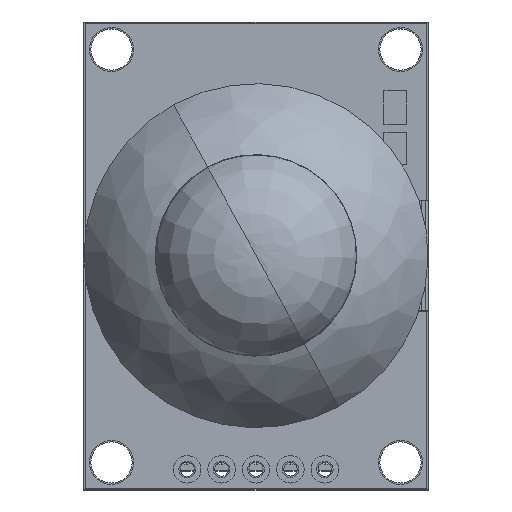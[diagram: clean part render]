
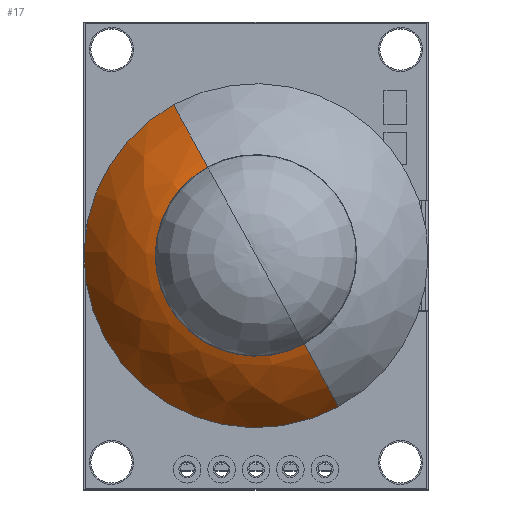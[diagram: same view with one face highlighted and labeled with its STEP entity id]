
A CAD part, top view. The second image highlights one B-rep face of the part: STEP entity #17.
In plain terms, the highlighted face is a revolution surface.
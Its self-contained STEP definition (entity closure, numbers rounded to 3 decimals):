
#17 = ADVANCED_FACE('',(#18),#66,.F.);
#18 = FACE_BOUND('',#19,.F.);
#19 = EDGE_LOOP('',(#20,#31,#45,#54));
#20 = ORIENTED_EDGE('',*,*,#21,.F.);
#21 = EDGE_CURVE('',#22,#24,#26,.T.);
#22 = VERTEX_POINT('',#23);
#23 = CARTESIAN_POINT('',(-5.993,25.313,21.299));
#24 = VERTEX_POINT('',#25);
#25 = CARTESIAN_POINT('',(5.993,3.374,21.299));
#26 = CIRCLE('',#27,12.5);
#27 = AXIS2_PLACEMENT_3D('',#28,#29,#30);
#28 = CARTESIAN_POINT('',(0.,14.343,21.299
    ));
#29 = DIRECTION('',(0.,0.,1.));
#30 = DIRECTION('',(1.,0.,0.));
#31 = ORIENTED_EDGE('',*,*,#32,.F.);
#32 = EDGE_CURVE('',#33,#22,#35,.T.);
#33 = VERTEX_POINT('',#34);
#34 = CARTESIAN_POINT('',(-1.811,17.658,28.008)
  );
#35 = B_SPLINE_CURVE_WITH_KNOTS('',5,(#36,#37,#38,#39,#40,#41,#42,#43,
    #44),.UNSPECIFIED.,.F.,.F.,(6,3,6),(0.,6.452,
    11.28),.UNSPECIFIED.);
#36 = CARTESIAN_POINT('',(-1.811,17.658,28.008)
  );
#37 = CARTESIAN_POINT('',(-2.463,18.853,27.682)
  );
#38 = CARTESIAN_POINT('',(-3.066,19.956,27.23)
  );
#39 = CARTESIAN_POINT('',(-3.619,20.969,26.652)
  );
#40 = CARTESIAN_POINT('',(-4.499,22.579,25.419)
  );
#41 = CARTESIAN_POINT('',(-5.226,23.91,23.801)
  );
#42 = CARTESIAN_POINT('',(-5.51,24.429,23.038)
  );
#43 = CARTESIAN_POINT('',(-5.765,24.897,22.204)
  );
#44 = CARTESIAN_POINT('',(-5.993,25.313,21.299));
#45 = ORIENTED_EDGE('',*,*,#46,.T.);
#46 = EDGE_CURVE('',#33,#47,#49,.T.);
#47 = VERTEX_POINT('',#48);
#48 = CARTESIAN_POINT('',(1.811,11.029,28.008));
#49 = CIRCLE('',#50,3.777);
#50 = AXIS2_PLACEMENT_3D('',#51,#52,#53);
#51 = CARTESIAN_POINT('',(0.,14.343,
    28.008));
#52 = DIRECTION('',(0.,0.,1.));
#53 = DIRECTION('',(1.,0.,0.));
#54 = ORIENTED_EDGE('',*,*,#55,.T.);
#55 = EDGE_CURVE('',#47,#24,#56,.T.);
#56 = B_SPLINE_CURVE_WITH_KNOTS('',5,(#57,#58,#59,#60,#61,#62,#63,#64,
    #65),.UNSPECIFIED.,.F.,.F.,(6,3,6),(0.,6.452,
    11.28),.UNSPECIFIED.);
#57 = CARTESIAN_POINT('',(1.811,11.029,28.008));
#58 = CARTESIAN_POINT('',(2.463,9.834,27.682));
#59 = CARTESIAN_POINT('',(3.066,8.731,27.23));
#60 = CARTESIAN_POINT('',(3.619,7.718,26.652));
#61 = CARTESIAN_POINT('',(4.499,6.108,25.419));
#62 = CARTESIAN_POINT('',(5.226,4.777,23.801));
#63 = CARTESIAN_POINT('',(5.51,4.258,23.038));
#64 = CARTESIAN_POINT('',(5.765,3.79,22.204));
#65 = CARTESIAN_POINT('',(5.993,3.374,21.299));
#66 = SURFACE_OF_REVOLUTION('',#67,#77);
#67 = B_SPLINE_CURVE_WITH_KNOTS('',5,(#68,#69,#70,#71,#72,#73,#74,#75,
    #76),.UNSPECIFIED.,.F.,.F.,(6,3,6),(0.,6.452,
    11.28),.UNSPECIFIED.);
#68 = CARTESIAN_POINT('',(0.,18.12,
    28.008));
#69 = CARTESIAN_POINT('',(0.,19.482,
    27.682));
#70 = CARTESIAN_POINT('',(0.,20.739,
    27.23));
#71 = CARTESIAN_POINT('',(0.,21.893,26.652)
  );
#72 = CARTESIAN_POINT('',(0.,23.728,
    25.419));
#73 = CARTESIAN_POINT('',(0.,25.245,
    23.801));
#74 = CARTESIAN_POINT('',(0.,25.836,
    23.038));
#75 = CARTESIAN_POINT('',(0.,26.369,
    22.204));
#76 = CARTESIAN_POINT('',(0.,26.843,21.299
    ));
#77 = AXIS1_PLACEMENT('',#78,#79);
#78 = CARTESIAN_POINT('',(0.,14.343,29.251
    ));
#79 = DIRECTION('',(0.,0.,1.));
